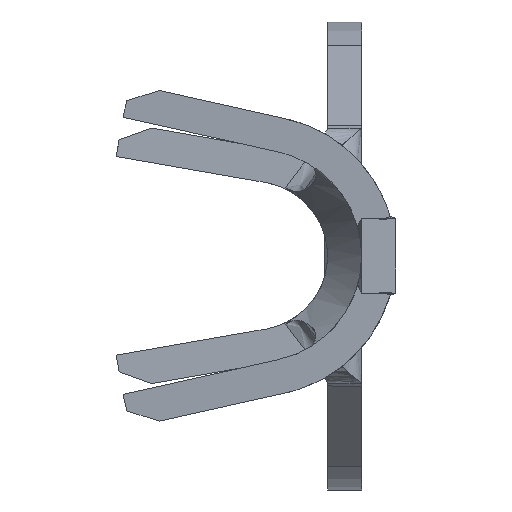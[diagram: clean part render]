
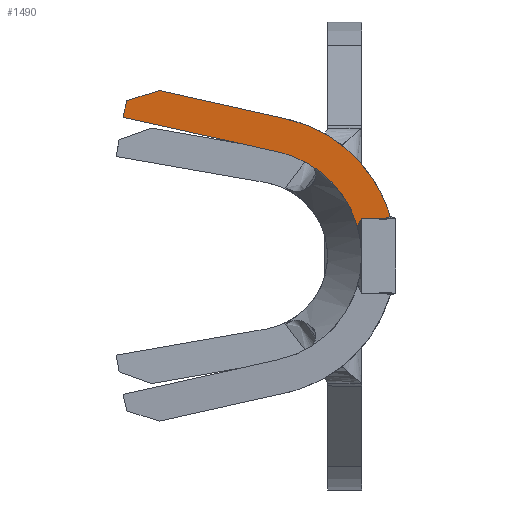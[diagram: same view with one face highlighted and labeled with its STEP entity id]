
A CAD part, left-side view. The second image highlights one B-rep face of the part: STEP entity #1490.
In plain terms, the highlighted planar face has unit normal (-0.996, 0.087, 0).
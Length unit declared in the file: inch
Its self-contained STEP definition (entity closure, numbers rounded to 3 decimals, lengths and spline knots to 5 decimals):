
#413 = EDGE_CURVE ( 'NONE', #6251, #1530, #3508, .T. ) ;
#564 = DIRECTION ( 'NONE',  ( 0.087, 0.996, 0. ) ) ;
#735 = CARTESIAN_POINT ( 'NONE',  ( -0.96334, 0.35764, 0.22342 ) ) ;
#803 = CARTESIAN_POINT ( 'NONE',  ( -0.9849, 0.11113, 0.20105 ) ) ;
#973 = VECTOR ( 'NONE', #5067, 39.37008 ) ;
#1030 = LINE ( 'NONE', #3290, #2565 ) ;
#1140 = CARTESIAN_POINT ( 'NONE',  ( -0.98395, 0.12202, 0.15225 ) ) ;
#1183 = CARTESIAN_POINT ( 'NONE',  ( -0.96394, 0.35068, 0.20006 ) ) ;
#1284 = FACE_OUTER_BOUND ( 'NONE', #3481, .T. ) ;
#1302 =( BOUNDED_CURVE ( )  B_SPLINE_CURVE ( 3, ( #803, #4270, #1954, #5969 ),
 .UNSPECIFIED., .F., .F. ) 
 B_SPLINE_CURVE_WITH_KNOTS ( ( 4, 4 ),
 ( 4.93196, 6.0003 ),
 .UNSPECIFIED. ) 
 CURVE ( )  GEOMETRIC_REPRESENTATION_ITEM ( )  RATIONAL_B_SPLINE_CURVE ( ( 1., 0.907, 0.907, 1. ) ) 
 REPRESENTATION_ITEM ( '' )  );
#1340 = CARTESIAN_POINT ( 'NONE',  ( -0.99266, 0.02249, 0.09959 ) ) ;
#1490 = ADVANCED_FACE ( 'NONE', ( #1284 ), #5156, .F. ) ;
#1530 = VERTEX_POINT ( 'NONE', #5205 ) ;
#1755 = DIRECTION ( 'NONE',  ( -0.019, -0.218, 0.976 ) ) ;
#1904 = CARTESIAN_POINT ( 'NONE',  ( -0.99408, 0.0062, 0.04354 ) ) ;
#1954 = CARTESIAN_POINT ( 'NONE',  ( -0.9964, -0.0203, 0.13152 ) ) ;
#2017 = DIRECTION ( 'NONE',  ( 0.084, 0.957, -0.278 ) ) ;
#2377 = VECTOR ( 'NONE', #1755, 39.37008 ) ;
#2400 = EDGE_CURVE ( 'NONE', #3260, #5567, #2507, .T. ) ;
#2403 = CARTESIAN_POINT ( 'NONE',  ( -0.99828, -0.04181, 0.0575 ) ) ;
#2443 = CARTESIAN_POINT ( 'NONE',  ( -0.98893, 0.06505, 0.13954 ) ) ;
#2477 = LINE ( 'NONE', #5472, #7195 ) ;
#2507 =( BOUNDED_CURVE ( )  B_SPLINE_CURVE ( 3, ( #1904, #1340, #2443, #5922 ),
 .UNSPECIFIED., .F., .T. ) 
 B_SPLINE_CURVE_WITH_KNOTS ( ( 4, 4 ),
 ( 0.28288, 1.35123 ),
 .UNSPECIFIED. ) 
 CURVE ( )  GEOMETRIC_REPRESENTATION_ITEM ( )  RATIONAL_B_SPLINE_CURVE ( ( 1., 0.907, 0.907, 1. ) ) 
 REPRESENTATION_ITEM ( '' )  );
#2565 = VECTOR ( 'NONE', #3871, 39.37008 ) ;
#2783 = CARTESIAN_POINT ( 'NONE',  ( -0.96865, 0.29685, 0.2425 ) ) ;
#2978 = EDGE_CURVE ( 'NONE', #3887, #6251, #3081, .T. ) ;
#3081 = LINE ( 'NONE', #735, #7407 ) ;
#3260 = VERTEX_POINT ( 'NONE', #4657 ) ;
#3290 = CARTESIAN_POINT ( 'NONE',  ( -0.98261, 0.13732, 0.15567 ) ) ;
#3463 = CARTESIAN_POINT ( 'NONE',  ( -0.999, -0.05, -0.25 ) ) ;
#3481 = EDGE_LOOP ( 'NONE', ( #3980, #4685, #7253, #4785, #6956, #6649, #5673 ) ) ;
#3508 = LINE ( 'NONE', #4044, #973 ) ;
#3557 = EDGE_CURVE ( 'NONE', #4062, #3260, #2477, .T. ) ;
#3871 = DIRECTION ( 'NONE',  ( 0.085, 0.972, 0.217 ) ) ;
#3887 = VERTEX_POINT ( 'NONE', #4009 ) ;
#3980 = ORIENTED_EDGE ( 'NONE', *, *, #3557, .F. ) ;
#4009 = CARTESIAN_POINT ( 'NONE',  ( -0.96448, 0.34455, 0.22753 ) ) ;
#4040 = DIRECTION ( 'NONE',  ( 0.996, -0.087, 0. ) ) ;
#4044 = CARTESIAN_POINT ( 'NONE',  ( -0.98356, 0.12651, 0.20449 ) ) ;
#4062 = VERTEX_POINT ( 'NONE', #2403 ) ;
#4270 = CARTESIAN_POINT ( 'NONE',  ( -0.99148, 0.0359, 0.18427 ) ) ;
#4657 = CARTESIAN_POINT ( 'NONE',  ( -0.99408, 0.0062, 0.04354 ) ) ;
#4685 = ORIENTED_EDGE ( 'NONE', *, *, #5708, .F. ) ;
#4785 = ORIENTED_EDGE ( 'NONE', *, *, #2978, .F. ) ;
#5067 = DIRECTION ( 'NONE',  ( -0.085, -0.972, -0.217 ) ) ;
#5131 = VERTEX_POINT ( 'NONE', #5325 ) ;
#5156 = PLANE ( 'NONE',  #5549 ) ;
#5205 = CARTESIAN_POINT ( 'NONE',  ( -0.9849, 0.11113, 0.20105 ) ) ;
#5325 = CARTESIAN_POINT ( 'NONE',  ( -0.964, 0.35, 0.20313 ) ) ;
#5472 = CARTESIAN_POINT ( 'NONE',  ( -0.99828, -0.04181, 0.0575 ) ) ;
#5533 = EDGE_CURVE ( 'NONE', #5131, #3887, #6560, .T. ) ;
#5549 = AXIS2_PLACEMENT_3D ( 'NONE', #3463, #4040, #564 ) ;
#5567 = VERTEX_POINT ( 'NONE', #1140 ) ;
#5673 = ORIENTED_EDGE ( 'NONE', *, *, #2400, .F. ) ;
#5708 = EDGE_CURVE ( 'NONE', #1530, #4062, #1302, .T. ) ;
#5900 = DIRECTION ( 'NONE',  ( -0.083, -0.951, 0.298 ) ) ;
#5922 = CARTESIAN_POINT ( 'NONE',  ( -0.98395, 0.12202, 0.15225 ) ) ;
#5969 = CARTESIAN_POINT ( 'NONE',  ( -0.99828, -0.04181, 0.0575 ) ) ;
#6251 = VERTEX_POINT ( 'NONE', #2783 ) ;
#6560 = LINE ( 'NONE', #1183, #2377 ) ;
#6649 = ORIENTED_EDGE ( 'NONE', *, *, #7251, .F. ) ;
#6956 = ORIENTED_EDGE ( 'NONE', *, *, #5533, .F. ) ;
#7195 = VECTOR ( 'NONE', #2017, 39.37008 ) ;
#7251 = EDGE_CURVE ( 'NONE', #5567, #5131, #1030, .T. ) ;
#7253 = ORIENTED_EDGE ( 'NONE', *, *, #413, .F. ) ;
#7407 = VECTOR ( 'NONE', #5900, 39.37008 ) ;
